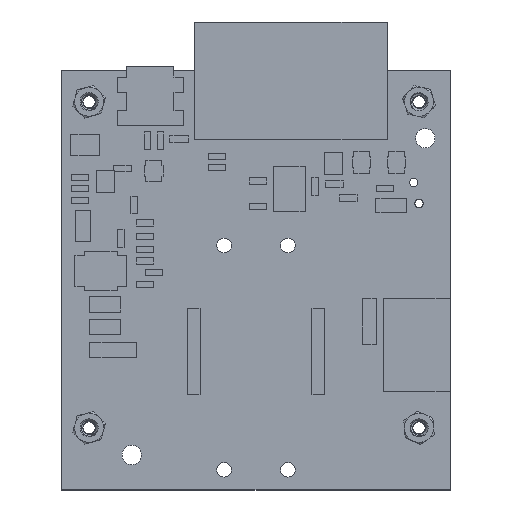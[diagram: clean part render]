
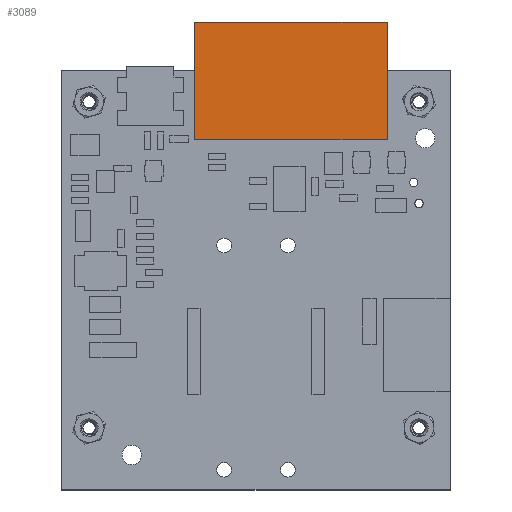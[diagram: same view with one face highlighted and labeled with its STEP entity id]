
A CAD part, top view. The second image highlights one B-rep face of the part: STEP entity #3089.
In plain terms, the highlighted planar face has unit normal (0, 0, 1).
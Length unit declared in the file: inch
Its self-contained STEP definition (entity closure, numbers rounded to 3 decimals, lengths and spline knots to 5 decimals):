
#1671 = CARTESIAN_POINT ( 'NONE',  ( 5.094, 5.813, 0.529 ) ) ;
#1682 = DIRECTION ( 'NONE',  ( -1., 0., 0. ) ) ;
#2196 = CARTESIAN_POINT ( 'NONE',  ( 3.856, 5.055, 0.529 ) ) ;
#2197 = DIRECTION ( 'NONE',  ( 1., 0., 0. ) ) ;
#2206 = CARTESIAN_POINT ( 'NONE',  ( 3.856, 5.813, 0.529 ) ) ;
#2207 = DIRECTION ( 'NONE',  ( 0., -1., 0. ) ) ;
#3089 = ADVANCED_FACE ( 'NONE', ( #31515 ), #6166, .T. ) ;
#3378 = LINE ( 'NONE', #1671, #3399 ) ;
#3399 = VECTOR ( 'NONE', #1682, 39.37008 ) ;
#3725 = LINE ( 'NONE', #2196, #3726 ) ;
#3726 = VECTOR ( 'NONE', #2197, 39.37008 ) ;
#3735 = LINE ( 'NONE', #2206, #3736 ) ;
#3736 = VECTOR ( 'NONE', #2207, 39.37008 ) ;
#5512 = EDGE_LOOP ( 'NONE', ( #21165, #21163, #21164, #21160 ) ) ;
#6157 = CARTESIAN_POINT ( 'NONE',  ( 3.856, 5.055, 0.529 ) ) ;
#6166 = PLANE ( 'NONE',  #30292 ) ;
#6753 = CARTESIAN_POINT ( 'NONE',  ( 5.094, 5.813, 0.529 ) ) ;
#6755 = CARTESIAN_POINT ( 'NONE',  ( 5.094, 5.055, 0.529 ) ) ;
#6757 = CARTESIAN_POINT ( 'NONE',  ( 3.856, 5.813, 0.529 ) ) ;
#6758 = CARTESIAN_POINT ( 'NONE',  ( 3.856, 5.055, 0.529 ) ) ;
#10215 = EDGE_CURVE ( 'NONE', #20763, #20761, #33216, .T. ) ;
#10367 = EDGE_CURVE ( 'NONE', #20761, #20765, #3378, .T. ) ;
#10534 = EDGE_CURVE ( 'NONE', #20766, #20763, #3725, .T. ) ;
#10539 = EDGE_CURVE ( 'NONE', #20765, #20766, #3735, .T. ) ;
#12789 = DIRECTION ( 'NONE',  ( 0., 0., 1. ) ) ;
#12790 = DIRECTION ( 'NONE',  ( -1., 0., 0. ) ) ;
#20761 = VERTEX_POINT ( 'NONE', #6753 ) ;
#20763 = VERTEX_POINT ( 'NONE', #6755 ) ;
#20765 = VERTEX_POINT ( 'NONE', #6757 ) ;
#20766 = VERTEX_POINT ( 'NONE', #6758 ) ;
#21160 = ORIENTED_EDGE ( 'NONE', *, *, #10367, .T. ) ;
#21163 = ORIENTED_EDGE ( 'NONE', *, *, #10534, .T. ) ;
#21164 = ORIENTED_EDGE ( 'NONE', *, *, #10215, .T. ) ;
#21165 = ORIENTED_EDGE ( 'NONE', *, *, #10539, .T. ) ;
#30292 = AXIS2_PLACEMENT_3D ( 'NONE', #6157, #12789, #12790 ) ;
#31515 = FACE_OUTER_BOUND ( 'NONE', #5512, .T. ) ;
#33216 = LINE ( 'NONE', #35181, #33223 ) ;
#33223 = VECTOR ( 'NONE', #35184, 39.37008 ) ;
#35181 = CARTESIAN_POINT ( 'NONE',  ( 5.094, 5.055, 0.529 ) ) ;
#35184 = DIRECTION ( 'NONE',  ( 0., 1., 0. ) ) ;
